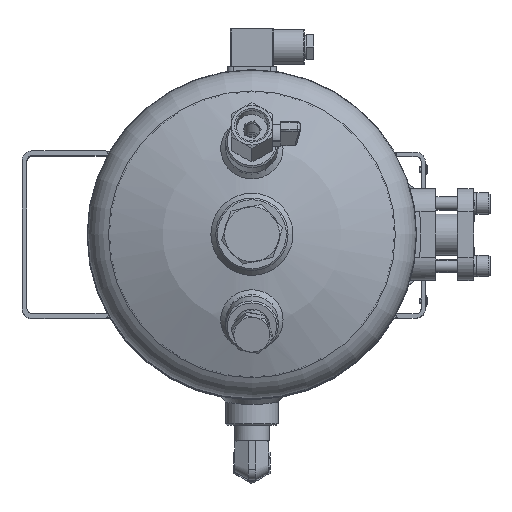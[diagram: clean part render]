
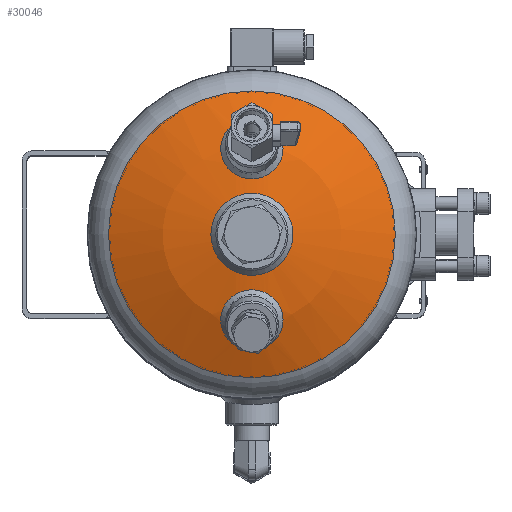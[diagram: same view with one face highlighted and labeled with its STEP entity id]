
A CAD part, top view. The second image highlights one B-rep face of the part: STEP entity #30046.
In plain terms, the highlighted spherical face has radius 202.3 mm.
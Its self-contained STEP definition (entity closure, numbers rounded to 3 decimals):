
#274=SPHERICAL_SURFACE('',#36543,202.3);
#5582=CIRCLE('',#36538,15.);
#5586=CIRCLE('',#36544,15.);
#5587=CIRCLE('',#36545,87.326);
#5588=CIRCLE('',#36546,20.);
#6836=ORIENTED_EDGE('',*,*,#15448,.T.);
#6837=ORIENTED_EDGE('',*,*,#15452,.T.);
#6838=ORIENTED_EDGE('',*,*,#15453,.F.);
#6839=ORIENTED_EDGE('',*,*,#15454,.F.);
#15448=EDGE_CURVE('',#19819,#19819,#5582,.T.);
#15452=EDGE_CURVE('',#19823,#19823,#5586,.T.);
#15453=EDGE_CURVE('',#19824,#19824,#5587,.T.);
#15454=EDGE_CURVE('',#19825,#19825,#5588,.F.);
#19819=VERTEX_POINT('',#46841);
#19823=VERTEX_POINT('',#46851);
#19824=VERTEX_POINT('',#46853);
#19825=VERTEX_POINT('',#46855);
#24648=EDGE_LOOP('',(#6836));
#24649=EDGE_LOOP('',(#6837));
#24650=EDGE_LOOP('',(#6838));
#24651=EDGE_LOOP('',(#6839));
#27153=FACE_BOUND('',#24648,.T.);
#27154=FACE_BOUND('',#24649,.T.);
#27155=FACE_BOUND('',#24650,.T.);
#27156=FACE_BOUND('',#24651,.T.);
#30046=ADVANCED_FACE('',(#27153,#27154,#27155,#27156),#274,.T.);
#36538=AXIS2_PLACEMENT_3D('',#46840,#39542,#39543);
#36543=AXIS2_PLACEMENT_3D('',#46849,#39552,#39553);
#36544=AXIS2_PLACEMENT_3D('',#46850,#39554,#39555);
#36545=AXIS2_PLACEMENT_3D('',#46852,#39556,#39557);
#36546=AXIS2_PLACEMENT_3D('',#46854,#39558,#39559);
#39542=DIRECTION('',(0.259,0.,-0.966));
#39543=DIRECTION('',(0.966,0.,0.259));
#39552=DIRECTION('',(0.,0.,-1.));
#39553=DIRECTION('',(1.,0.,0.));
#39554=DIRECTION('',(-0.259,0.,-0.966));
#39555=DIRECTION('',(-0.966,0.,0.259));
#39556=DIRECTION('',(0.,0.,-1.));
#39557=DIRECTION('',(-1.,0.,0.));
#39558=DIRECTION('',(0.,0.,-1.));
#39559=DIRECTION('',(-1.,0.,0.));
#46840=CARTESIAN_POINT('',(-52.215,0.,46.028));
#46841=CARTESIAN_POINT('',(-37.726,0.,49.911));
#46849=CARTESIAN_POINT('',(0.,0.,-148.841));
#46850=CARTESIAN_POINT('',(52.215,0.,46.028));
#46851=CARTESIAN_POINT('',(37.726,0.,49.911));
#46852=CARTESIAN_POINT('',(0.,0.,33.641));
#46853=CARTESIAN_POINT('',(-87.326,0.,33.641));
#46854=CARTESIAN_POINT('',(0.,0.,52.468));
#46855=CARTESIAN_POINT('',(-20.,0.,52.468));
